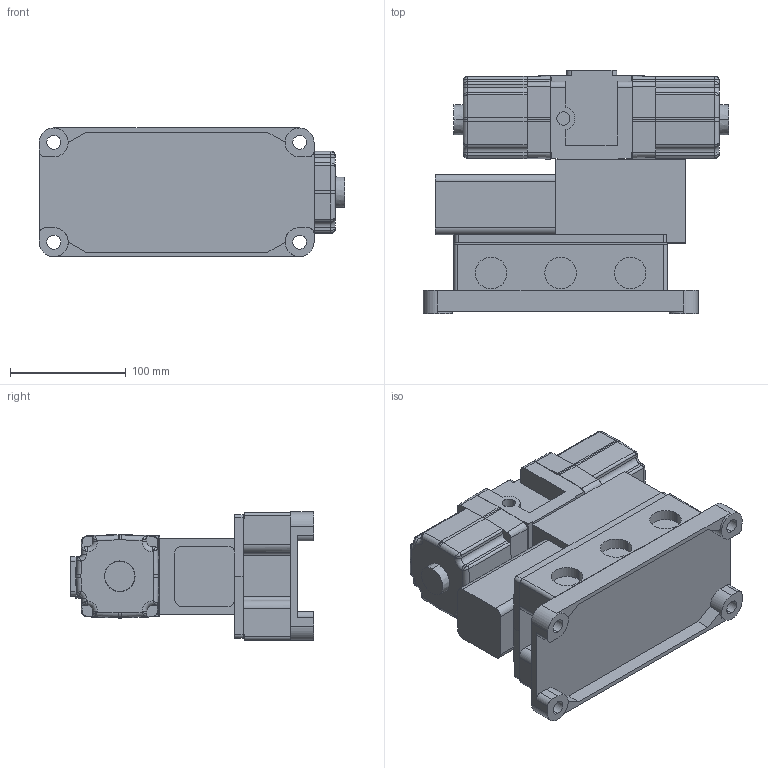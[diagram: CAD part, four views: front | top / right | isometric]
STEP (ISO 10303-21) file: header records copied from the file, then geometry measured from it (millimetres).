
FILE_DESCRIPTION (( 'STEP AP214' ), '1' );
FILE_NAME ('MVD2-20A.STEP', '2025-09-02T08:33:57', ( '' ), ( '' ), 'SwSTEP 2.0', 'SolidWorks 2023', '' );
FILE_SCHEMA (( 'AUTOMOTIVE_DESIGN' ));
Length unit declared in the file: millimetre
Products named in the file (1): MVD2-20A
Bounding box: 263.5 x 210 x 110.5 mm (x, y, z)
Volume: 2741274.2 mm3; surface area: 221099.1 mm2
Topology: 1 solids, 1 shells, 416 faces, 1049 edges, 625 vertices
Faces by surface type: plane 182, cylinder 156, cone 34, torus 24, bspline 20
Entity records: 13139 total; most frequent: CARTESIAN_POINT 3179, DIRECTION 2158, ORIENTED_EDGE 2058, EDGE_CURVE 1029, AXIS2_PLACEMENT_3D 772, VERTEX_POINT 625, LINE 614, VECTOR 614
